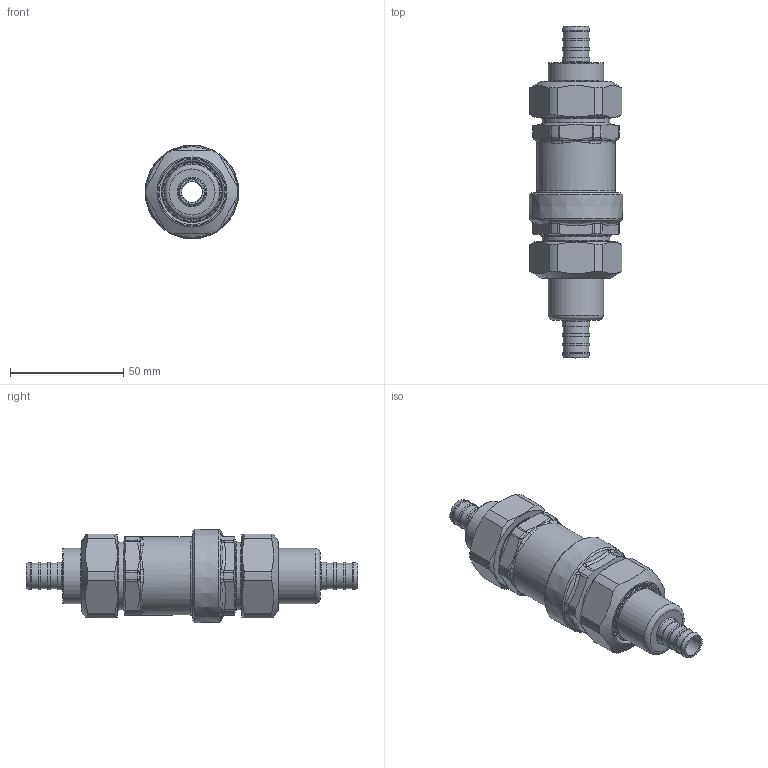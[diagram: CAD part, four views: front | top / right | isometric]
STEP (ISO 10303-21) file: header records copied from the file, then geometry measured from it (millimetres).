
FILE_DESCRIPTION(/* description */ (''),/* implementation_level */ '2;1');
FILE_NAME(/* name */ '127144AFC_Simplify_1.stp',/* time_stamp */ '2025-07-28T13:36:16-05:00',/* author */ ('ischreiner'),/* organization */ (''),/* preprocessor_version */ 'ST-DEVELOPER v20',/* originating_system */ 'Autodesk Inventor 2025',/* authorisation */ '');
FILE_SCHEMA (('AUTOMOTIVE_DESIGN { 1 0 10303 214 3 1 1 }'));
Length unit declared in the file: inch
Products named in the file (1): 127144AFC_Simplify_1
Bounding box: 41.38 x 146.59 x 41.38 mm (x, y, z)
Volume: 52024.9 mm3; surface area: 36344 mm2
Topology: 5 solids, 5 shells, 320 faces, 700 edges, 423 vertices
Faces by surface type: cylinder 81, torus 69, plane 67, cone 59, bspline 44
Full cylindrical faces by diameter (mm): 9.017 x2, 11.176 x6, 11.963 x8, 20.066 x1, 20.091 x2, 20.574 x1, 20.6 x1, 21 x2, 22 x1, 24.1 x2, 24.384 x1, 24.435 x1, 25 x2, 26.416 x1, 26.452 x1, 26.924 x2, 28.3 x2, 28.5 x1, 28.6 x1, 29.972 x2, 30 x4, 30.2 x1, 30.302 x2, 30.4 x1, 33.1 x2, 34.5 x1
Entity records: 11990 total; most frequent: CARTESIAN_POINT 4706, DIRECTION 1504, ORIENTED_EDGE 1400, EDGE_CURVE 700, AXIS2_PLACEMENT_3D 673, VERTEX_POINT 423, EDGE_LOOP 363, CIRCLE 348
